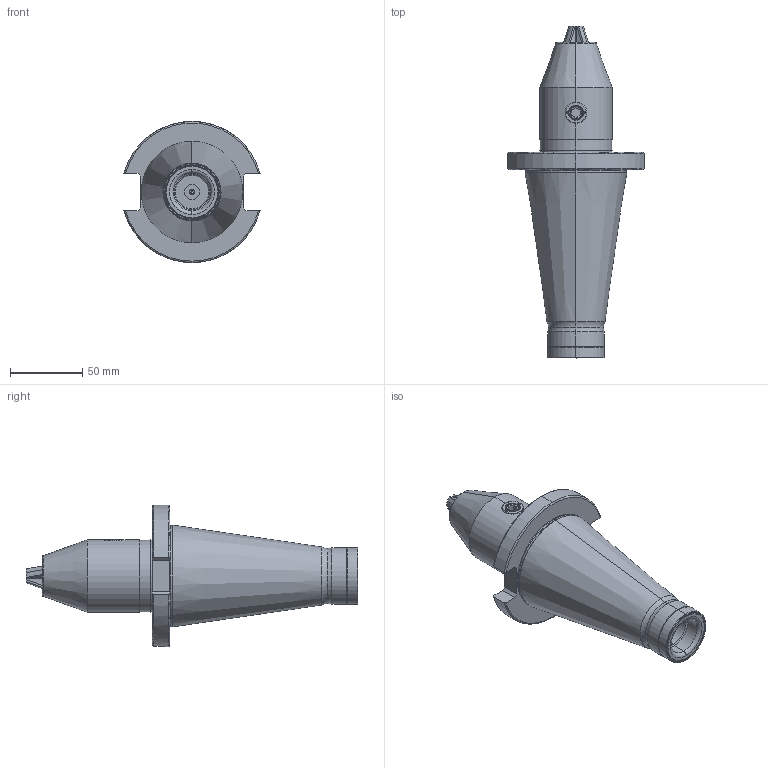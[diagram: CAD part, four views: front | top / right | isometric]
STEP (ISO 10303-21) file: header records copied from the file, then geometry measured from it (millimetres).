
FILE_DESCRIPTION (( 'STEP AP203' ), '1' );
FILE_NAME ('502.15.16-NT22343.STEP', '2017-04-10T10:52:41', ( '' ), ( '' ), 'SwSTEP 2.0', 'SolidWorks 2013', '' );
FILE_SCHEMA (( 'CONFIG_CONTROL_DESIGN' ));
Length unit declared in the file: millimetre
Products named in the file (14): 1331503C--; 1331503-03B; NT17113-02B; 1331402-04D; 502.15.16-NT22343; 1331402-05B; 1331402-06F; 1331402-08B; 1332401-103A; C2210-A01; SB01-8001; 1331503-01F; KR02-9096; 1331502-0200E
Assembly tree (14 placements, depth 3):
  502.15.16-NT22343
    C2210-A01
    1331503C--
      1331503-01F
      1331502-0200E
      1331503-03B
      1331402-04D
      1331402-05B
      1331402-06F
      1331402-08B
      1332401-103A  x3
      SB01-8001
    NT17113-02B
  KR02-9096
Bounding box: 94.05 x 229.34 x 97.5 mm (x, y, z)
Volume: 418575.4 mm3; surface area: 101935.9 mm2
Topology: 13 solids, 13 shells, 922 faces, 2451 edges, 1557 vertices
Faces by surface type: cylinder 351, plane 263, cone 218, torus 78, bspline 12
Entity records: 34234 total; most frequent: CARTESIAN_POINT 12387, ORIENTED_EDGE 4638, DIRECTION 3885, EDGE_CURVE 2319, AXIS2_PLACEMENT_3D 1575, VERTEX_POINT 1483, EDGE_LOOP 932, FACE_OUTER_BOUND 876
